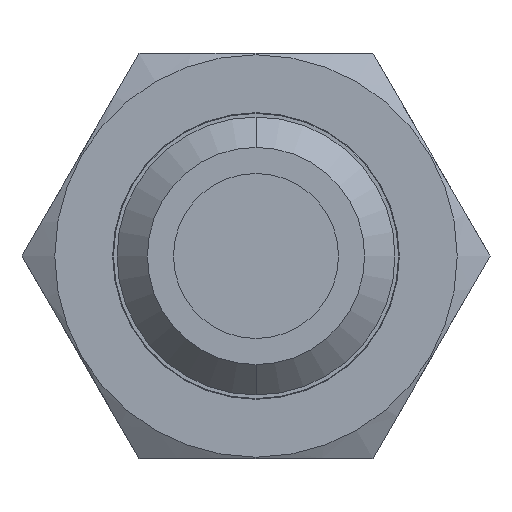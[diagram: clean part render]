
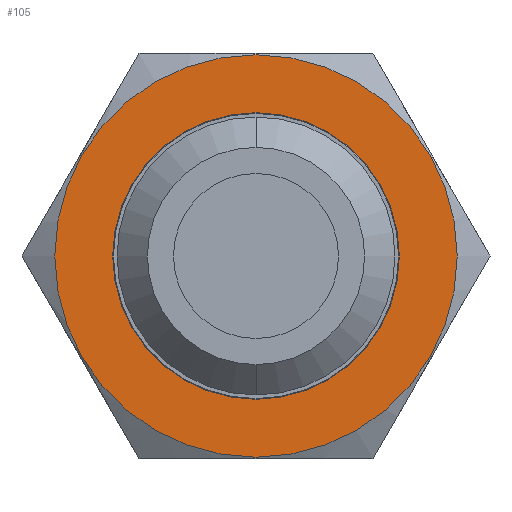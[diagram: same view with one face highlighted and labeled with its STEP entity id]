
A CAD part, front view. The second image highlights one B-rep face of the part: STEP entity #105.
In plain terms, the highlighted planar face has unit normal (0, -1, 0).
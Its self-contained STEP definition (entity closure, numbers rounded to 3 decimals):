
#105 = ADVANCED_FACE ( 'NONE', ( #592, #590 ), #1722, .T. ) ;
#198 = CARTESIAN_POINT ( 'NONE',  ( 0., 5.5, -6.95 ) ) ;
#257 = CARTESIAN_POINT ( 'NONE',  ( 0., 5.5, 6.95 ) ) ;
#300 = CARTESIAN_POINT ( 'NONE',  ( 0., 5.5, 4.95 ) ) ;
#405 = CARTESIAN_POINT ( 'NONE',  ( 0., 5.5, -4.95 ) ) ;
#590 = FACE_BOUND ( 'NONE', #2320, .T. ) ;
#592 = FACE_OUTER_BOUND ( 'NONE', #1949, .T. ) ;
#708 = VERTEX_POINT ( 'NONE', #300 ) ;
#709 = VERTEX_POINT ( 'NONE', #405 ) ;
#713 = VERTEX_POINT ( 'NONE', #257 ) ;
#715 = VERTEX_POINT ( 'NONE', #198 ) ;
#890 = CIRCLE ( 'NONE', #918, 4.95 ) ;
#911 = CIRCLE ( 'NONE', #912, 6.95 ) ;
#912 = AXIS2_PLACEMENT_3D ( 'NONE', #2073, #2072, #2071 ) ;
#918 = AXIS2_PLACEMENT_3D ( 'NONE', #1505, #1501, #1494 ) ;
#940 = ORIENTED_EDGE ( 'NONE', *, *, #1113, .T. ) ;
#941 = ORIENTED_EDGE ( 'NONE', *, *, #1082, .T. ) ;
#952 = ORIENTED_EDGE ( 'NONE', *, *, #1069, .F. ) ;
#963 = ORIENTED_EDGE ( 'NONE', *, *, #1129, .F. ) ;
#1069 = EDGE_CURVE ( 'NONE', #709, #708, #2114, .T. ) ;
#1082 = EDGE_CURVE ( 'NONE', #713, #715, #2158, .T. ) ;
#1113 = EDGE_CURVE ( 'NONE', #715, #713, #911, .T. ) ;
#1129 = EDGE_CURVE ( 'NONE', #708, #709, #890, .T. ) ;
#1494 = DIRECTION ( 'NONE',  ( 0., 0., -1. ) ) ;
#1501 = DIRECTION ( 'NONE',  ( 0., -1., 0. ) ) ;
#1505 = CARTESIAN_POINT ( 'NONE',  ( 0., 5.5, 0. ) ) ;
#1718 = DIRECTION ( 'NONE',  ( 0., 0., -1. ) ) ;
#1720 = DIRECTION ( 'NONE',  ( 0., -1., 0. ) ) ;
#1721 = CARTESIAN_POINT ( 'NONE',  ( 4.95, 5.5, 0. ) ) ;
#1722 = PLANE ( 'NONE',  #1892 ) ;
#1892 = AXIS2_PLACEMENT_3D ( 'NONE', #1721, #1720, #1718 ) ;
#1949 = EDGE_LOOP ( 'NONE', ( #940, #941 ) ) ;
#2071 = DIRECTION ( 'NONE',  ( 0., 0., -1. ) ) ;
#2072 = DIRECTION ( 'NONE',  ( 0., -1., 0. ) ) ;
#2073 = CARTESIAN_POINT ( 'NONE',  ( 0., 5.5, 0. ) ) ;
#2114 = CIRCLE ( 'NONE', #2123, 4.95 ) ;
#2123 = AXIS2_PLACEMENT_3D ( 'NONE', #2447, #2446, #2445 ) ;
#2140 = AXIS2_PLACEMENT_3D ( 'NONE', #2400, #2399, #2398 ) ;
#2158 = CIRCLE ( 'NONE', #2140, 6.95 ) ;
#2320 = EDGE_LOOP ( 'NONE', ( #952, #963 ) ) ;
#2398 = DIRECTION ( 'NONE',  ( 0., 0., -1. ) ) ;
#2399 = DIRECTION ( 'NONE',  ( 0., -1., 0. ) ) ;
#2400 = CARTESIAN_POINT ( 'NONE',  ( 0., 5.5, 0. ) ) ;
#2445 = DIRECTION ( 'NONE',  ( 0., 0., -1. ) ) ;
#2446 = DIRECTION ( 'NONE',  ( 0., -1., 0. ) ) ;
#2447 = CARTESIAN_POINT ( 'NONE',  ( 0., 5.5, 0. ) ) ;
